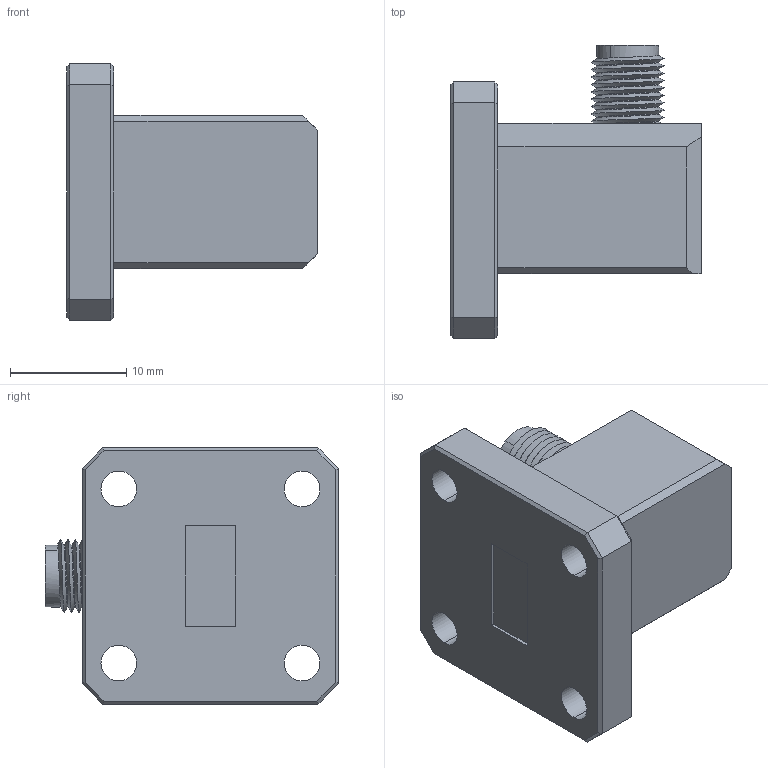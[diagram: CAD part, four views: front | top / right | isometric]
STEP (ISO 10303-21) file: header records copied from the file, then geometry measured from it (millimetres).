
FILE_DESCRIPTION (( 'STEP AP203' ), '1' );
FILE_NAME ('WC-3R-UBR260, Female.STEP', '2025-03-18T16:36:02', ( '' ), ( '' ), 'SwSTEP 2.0', 'SolidWorks 2021', '' );
FILE_SCHEMA (( 'CONFIG_CONTROL_DESIGN' ));
Length unit declared in the file: inch
Products named in the file (1): WC-3R-UBR260, Female
Bounding box: 21.59 x 25.27 x 22.1 mm (x, y, z)
Volume: 4862.2 mm3; surface area: 2439.2 mm2
Topology: 1 solids, 1 shells, 80 faces, 206 edges, 132 vertices
Faces by surface type: plane 46, cylinder 32, bspline 2
Entity records: 3481 total; most frequent: CARTESIAN_POINT 1561, ORIENTED_EDGE 412, DIRECTION 344, EDGE_CURVE 206, VERTEX_POINT 132, LINE 132, VECTOR 132, AXIS2_PLACEMENT_3D 106
